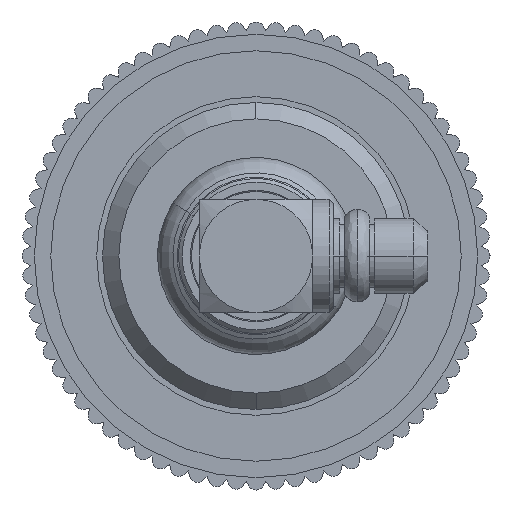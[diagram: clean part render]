
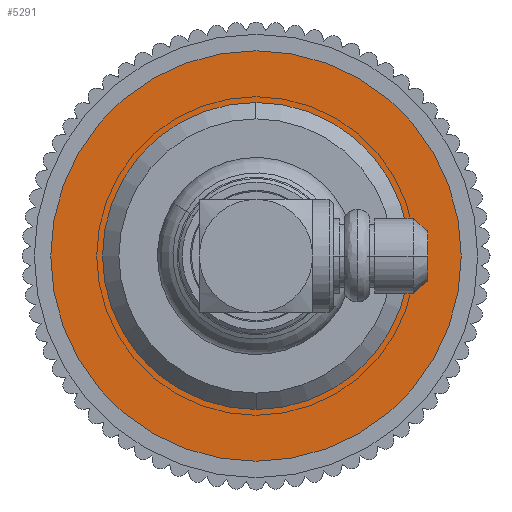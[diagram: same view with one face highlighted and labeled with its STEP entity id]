
A CAD part, left-side view. The second image highlights one B-rep face of the part: STEP entity #5291.
In plain terms, the highlighted face is planar.
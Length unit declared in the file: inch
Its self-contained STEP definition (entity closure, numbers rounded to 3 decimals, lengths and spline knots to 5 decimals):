
#6 = VERTEX_POINT ( 'NONE', #3568 ) ;
#41 = EDGE_LOOP ( 'NONE', ( #6514, #14767 ) ) ;
#160 = DIRECTION ( 'NONE',  ( -1., 0., 0. ) ) ;
#379 = DIRECTION ( 'NONE',  ( -1., 0., 0. ) ) ;
#1192 = PLANE ( 'NONE',  #5131 ) ;
#2017 = DIRECTION ( 'NONE',  ( 0., 0., -1. ) ) ;
#2276 = CARTESIAN_POINT ( 'NONE',  ( -0.187, 0., -0.572 ) ) ;
#2751 = CARTESIAN_POINT ( 'NONE',  ( -0.25, 0., -0.572 ) ) ;
#2805 = ORIENTED_EDGE ( 'NONE', *, *, #6541, .T. ) ;
#3568 = CARTESIAN_POINT ( 'NONE',  ( 0.25, 0., -0.572 ) ) ;
#5131 = AXIS2_PLACEMENT_3D ( 'NONE', #12515, #7177, #15067 ) ;
#5246 = ORIENTED_EDGE ( 'NONE', *, *, #12257, .T. ) ;
#5291 = ADVANCED_FACE ( 'NONE', ( #9360, #6830 ), #1192, .T. ) ;
#5664 = DIRECTION ( 'NONE',  ( 0., 0., -1. ) ) ;
#5718 = CARTESIAN_POINT ( 'NONE',  ( 0., 0., -0.572 ) ) ;
#6366 = CIRCLE ( 'NONE', #16169, 0.25 ) ;
#6514 = ORIENTED_EDGE ( 'NONE', *, *, #8297, .F. ) ;
#6541 = EDGE_CURVE ( 'NONE', #6, #8361, #7149, .T. ) ;
#6830 = FACE_BOUND ( 'NONE', #41, .T. ) ;
#7149 = CIRCLE ( 'NONE', #11571, 0.25 ) ;
#7177 = DIRECTION ( 'NONE',  ( 0., 0., -1. ) ) ;
#8297 = EDGE_CURVE ( 'NONE', #16166, #12999, #9847, .T. ) ;
#8361 = VERTEX_POINT ( 'NONE', #2751 ) ;
#9360 = FACE_OUTER_BOUND ( 'NONE', #15366, .T. ) ;
#9778 = CARTESIAN_POINT ( 'NONE',  ( 0., 0., -0.572 ) ) ;
#9847 = CIRCLE ( 'NONE', #11238, 0.187 ) ;
#10554 = DIRECTION ( 'NONE',  ( -1., 0., 0. ) ) ;
#11062 = DIRECTION ( 'NONE',  ( 0., 0., -1. ) ) ;
#11238 = AXIS2_PLACEMENT_3D ( 'NONE', #14408, #16965, #10554 ) ;
#11485 = DIRECTION ( 'NONE',  ( -1., 0., 0. ) ) ;
#11571 = AXIS2_PLACEMENT_3D ( 'NONE', #5718, #11062, #160 ) ;
#12257 = EDGE_CURVE ( 'NONE', #8361, #6, #6366, .T. ) ;
#12515 = CARTESIAN_POINT ( 'NONE',  ( 0., 0., -0.572 ) ) ;
#12605 = CARTESIAN_POINT ( 'NONE',  ( 0.187, 0., -0.572 ) ) ;
#12999 = VERTEX_POINT ( 'NONE', #2276 ) ;
#14017 = CARTESIAN_POINT ( 'NONE',  ( 0., 0., -0.572 ) ) ;
#14408 = CARTESIAN_POINT ( 'NONE',  ( 0., 0., -0.572 ) ) ;
#14767 = ORIENTED_EDGE ( 'NONE', *, *, #16801, .F. ) ;
#15067 = DIRECTION ( 'NONE',  ( -1., 0., 0. ) ) ;
#15366 = EDGE_LOOP ( 'NONE', ( #5246, #2805 ) ) ;
#16166 = VERTEX_POINT ( 'NONE', #12605 ) ;
#16169 = AXIS2_PLACEMENT_3D ( 'NONE', #9778, #5664, #379 ) ;
#16740 = AXIS2_PLACEMENT_3D ( 'NONE', #14017, #2017, #11485 ) ;
#16801 = EDGE_CURVE ( 'NONE', #12999, #16166, #17313, .T. ) ;
#16965 = DIRECTION ( 'NONE',  ( 0., 0., -1. ) ) ;
#17313 = CIRCLE ( 'NONE', #16740, 0.187 ) ;
